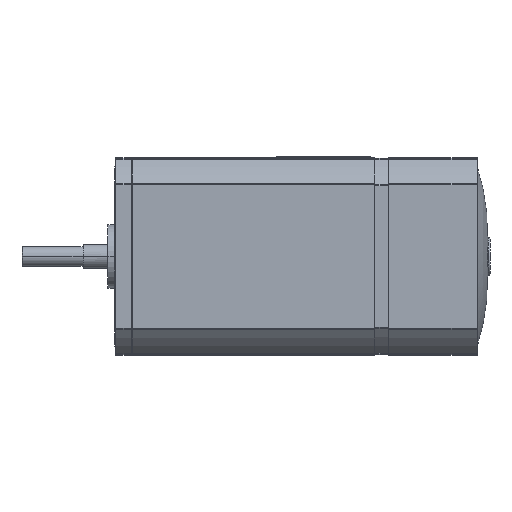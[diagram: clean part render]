
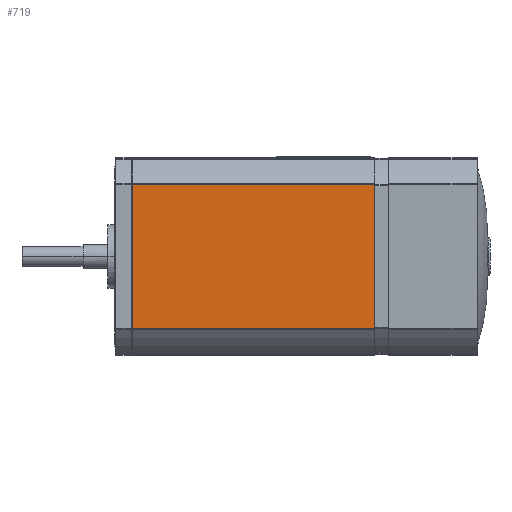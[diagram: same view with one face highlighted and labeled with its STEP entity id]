
A CAD part, front view. The second image highlights one B-rep face of the part: STEP entity #719.
In plain terms, the highlighted planar face has unit normal (0, -1, 0).
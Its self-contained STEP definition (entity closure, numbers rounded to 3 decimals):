
#719=ADVANCED_FACE('',(#1755),#1756,.T.);
#1755=FACE_OUTER_BOUND('',#3105,.T.);
#1756=PLANE('',#3106);
#3105=EDGE_LOOP('',(#5244,#5245,#5246,#5247));
#3106=AXIS2_PLACEMENT_3D('',#5248,#5249,#5250);
#5244=ORIENTED_EDGE('',*,*,#8601,.T.);
#5245=ORIENTED_EDGE('',*,*,#8602,.F.);
#5246=ORIENTED_EDGE('',*,*,#8603,.T.);
#5247=ORIENTED_EDGE('',*,*,#8604,.T.);
#5248=CARTESIAN_POINT('',(4.5,-50.0,-36.309));
#5249=DIRECTION('',(0.0,-1.0,0.0));
#5250=DIRECTION('',(0.0,0.0,-1.0));
#8601=EDGE_CURVE('',#10604,#10605,#10606,.T.);
#8602=EDGE_CURVE('',#10607,#10605,#10608,.T.);
#8603=EDGE_CURVE('',#10607,#10609,#10610,.T.);
#8604=EDGE_CURVE('',#10609,#10604,#10611,.T.);
#10604=VERTEX_POINT('',#13206);
#10605=VERTEX_POINT('',#13207);
#10606=LINE('',#13208,#13209);
#10607=VERTEX_POINT('',#13210);
#10608=LINE('',#13211,#13212);
#10609=VERTEX_POINT('',#13213);
#10610=LINE('',#13214,#13215);
#10611=LINE('',#13216,#13217);
#13206=CARTESIAN_POINT('',(136.0,-50.0,-36.309));
#13207=CARTESIAN_POINT('',(136.0,-50.0,36.309));
#13208=CARTESIAN_POINT('',(136.0,-50.0,-18.154));
#13209=VECTOR('',#15562,1.0);
#13210=CARTESIAN_POINT('',(13.0,-50.0,36.309));
#13211=CARTESIAN_POINT('',(4.5,-50.0,36.309));
#13212=VECTOR('',#15563,1.0);
#13213=CARTESIAN_POINT('',(13.0,-50.0,-36.309));
#13214=CARTESIAN_POINT('',(13.0,-50.0,-18.154));
#13215=VECTOR('',#15564,1.0);
#13216=CARTESIAN_POINT('',(4.5,-50.0,-36.309));
#13217=VECTOR('',#15565,1.0);
#15562=DIRECTION('',(0.0,0.0,1.0));
#15563=DIRECTION('',(1.0,0.0,0.0));
#15564=DIRECTION('',(0.0,0.0,-1.0));
#15565=DIRECTION('',(1.0,0.0,0.0));
